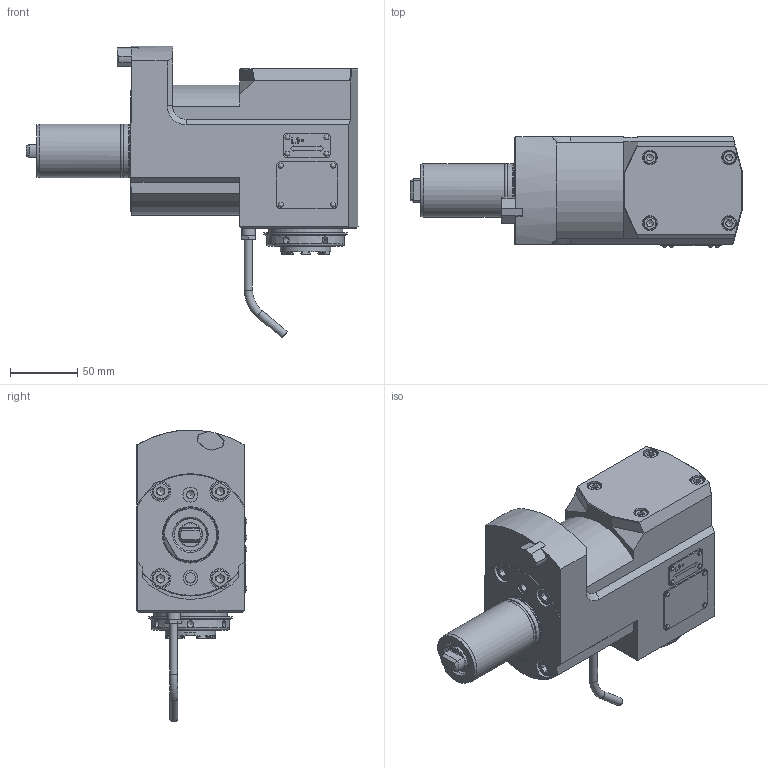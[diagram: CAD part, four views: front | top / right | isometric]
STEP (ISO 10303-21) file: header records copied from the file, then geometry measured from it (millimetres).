
FILE_DESCRIPTION(/* description */ (''),/* implementation_level */ '2;1');
FILE_NAME(/* name */ '124873',/* time_stamp */ '2020-02-27T10:38:49+01:00',/* author */ (''),/* organization */ (''),/* preprocessor_version */ 'ST-DEVELOPER v16.5',/* originating_system */ 'HiCAD 2017 2201.0 Build 268',/* authorisation */ '');
FILE_SCHEMA (('AUTOMOTIVE_DESIGN { 1 0 10303 214 1 1 1 1 }'));
Length unit declared in the file: millimetre
Products named in the file (5): Root; Teil; ABCDEFGHIJKLMNOPQRSTUVWXYZ[\]^_`ABCDEFGHIJKLMNOP龀⶜Ư; DIN 76-M8
Assembly tree (4 placements, depth 3):
  Root
    Teil
      ABCDEFGHIJKLMNOPQRSTUVWXYZ[\]^_`ABCDEFGHIJKLMNOP龀⶜Ư
      ABCDEFGHIJKLMNOPQRSTUVWXYZ[\]^_`ABCDEFGHIJKLMNOP龀⶜Ư
      DIN 76-M8
Bounding box: 247 x 82.3 x 217.17 mm (x, y, z)
Volume: 1468759.6 mm3; surface area: 126648.9 mm2
Topology: 9 solids, 18 shells, 677 faces, 1698 edges, 1105 vertices
Faces by surface type: plane 436, cylinder 162, cone 39, torus 30, sphere 8, bspline 2
Full cylindrical faces by diameter (mm): 2 x8, 2.2 x8, 4 x2, 5.1 x6, 6 x4, 6.8 x1, 7.5 x1, 7.65 x1, 8 x2, 8.773 x2, 9 x4, 10 x5, 11 x4, 11.01 x1, 11.1 x1, 13 x4, 15 x4, 18 x1, 23.5 x1, 24 x2, 27 x2, 29.4 x1, 36.5 x2, 37.5 x1, 38 x1, 38.16 x2, 38.4 x1, 39.6 x1, 40 x3, 40.501 x1
Entity records: 44217 total; most frequent: CARTESIAN_POINT 11366, PRESENTATION_STYLE_ASSIGNMENT 3366, OVER_RIDING_STYLED_ITEM 3362, DIRECTION 3191, COLOUR_RGB 2996, DRAUGHTING_PRE_DEFINED_CURVE_FONT 2990, CURVE_STYLE 2990, ORIENTED_EDGE 2990
